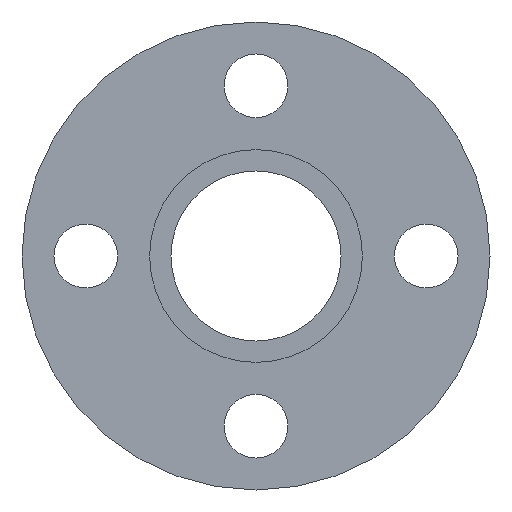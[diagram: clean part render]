
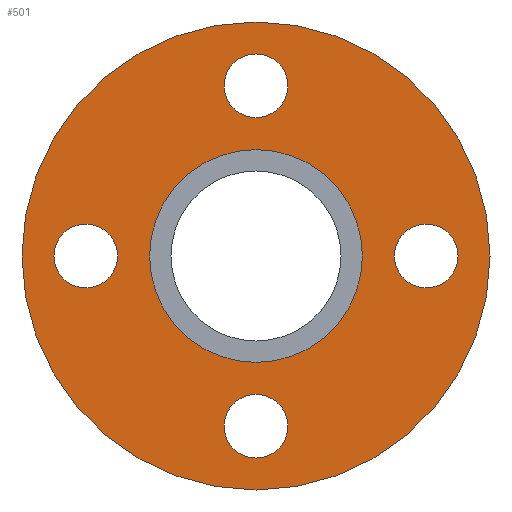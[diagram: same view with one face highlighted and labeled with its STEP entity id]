
A CAD part, front view. The second image highlights one B-rep face of the part: STEP entity #501.
In plain terms, the highlighted planar face has unit normal (0, -1, 0).
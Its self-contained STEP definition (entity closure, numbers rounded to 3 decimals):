
#2 = CARTESIAN_POINT ( 'NONE',  ( 0., 10.5, -8. ) ) ;
#12 = EDGE_CURVE ( 'NONE', #130, #236, #537, .T. ) ;
#15 = CARTESIAN_POINT ( 'NONE',  ( 0., 10.5, 0. ) ) ;
#16 = CARTESIAN_POINT ( 'NONE',  ( 8., 10.5, 0. ) ) ;
#17 = ORIENTED_EDGE ( 'NONE', *, *, #286, .F. ) ;
#30 = EDGE_LOOP ( 'NONE', ( #213, #17 ) ) ;
#39 = VERTEX_POINT ( 'NONE', #135 ) ;
#45 = CARTESIAN_POINT ( 'NONE',  ( 0., 10.5, -9.5 ) ) ;
#53 = CARTESIAN_POINT ( 'NONE',  ( 0., 10.5, -8. ) ) ;
#56 = CARTESIAN_POINT ( 'NONE',  ( 8., 10.5, 0. ) ) ;
#58 = AXIS2_PLACEMENT_3D ( 'NONE', #534, #529, #312 ) ;
#72 = ORIENTED_EDGE ( 'NONE', *, *, #386, .F. ) ;
#83 = CIRCLE ( 'NONE', #58, 1.5 ) ;
#86 = AXIS2_PLACEMENT_3D ( 'NONE', #316, #154, #531 ) ;
#98 = EDGE_LOOP ( 'NONE', ( #323, #229 ) ) ;
#113 = CARTESIAN_POINT ( 'NONE',  ( 0., 10.5, 11. ) ) ;
#120 = AXIS2_PLACEMENT_3D ( 'NONE', #581, #539, #488 ) ;
#130 = VERTEX_POINT ( 'NONE', #466 ) ;
#131 = CIRCLE ( 'NONE', #185, 5. ) ;
#135 = CARTESIAN_POINT ( 'NONE',  ( 8., 10.5, -1.5 ) ) ;
#139 = CARTESIAN_POINT ( 'NONE',  ( 0., 10.5, -6.5 ) ) ;
#154 = DIRECTION ( 'NONE',  ( 0., -1., 0. ) ) ;
#155 = DIRECTION ( 'NONE',  ( 0., 0., 1. ) ) ;
#160 = EDGE_LOOP ( 'NONE', ( #351, #402 ) ) ;
#161 = CARTESIAN_POINT ( 'NONE',  ( 0., 10.5, 8. ) ) ;
#163 = EDGE_CURVE ( 'NONE', #558, #617, #336, .T. ) ;
#166 = CIRCLE ( 'NONE', #120, 11. ) ;
#175 = EDGE_CURVE ( 'NONE', #270, #370, #296, .T. ) ;
#184 = DIRECTION ( 'NONE',  ( 0., 0., -1. ) ) ;
#185 = AXIS2_PLACEMENT_3D ( 'NONE', #15, #369, #631 ) ;
#189 = EDGE_LOOP ( 'NONE', ( #604, #215 ) ) ;
#199 = VERTEX_POINT ( 'NONE', #625 ) ;
#208 = EDGE_CURVE ( 'NONE', #510, #39, #396, .T. ) ;
#210 = CARTESIAN_POINT ( 'NONE',  ( 0., 10.5, 9.5 ) ) ;
#212 = DIRECTION ( 'NONE',  ( 0., -1., 0. ) ) ;
#213 = ORIENTED_EDGE ( 'NONE', *, *, #260, .F. ) ;
#215 = ORIENTED_EDGE ( 'NONE', *, *, #208, .F. ) ;
#229 = ORIENTED_EDGE ( 'NONE', *, *, #163, .T. ) ;
#236 = VERTEX_POINT ( 'NONE', #210 ) ;
#239 = DIRECTION ( 'NONE',  ( 0., -1., 0. ) ) ;
#241 = EDGE_CURVE ( 'NONE', #236, #130, #279, .T. ) ;
#255 = FACE_OUTER_BOUND ( 'NONE', #98, .T. ) ;
#259 = AXIS2_PLACEMENT_3D ( 'NONE', #387, #384, #331 ) ;
#260 = EDGE_CURVE ( 'NONE', #357, #268, #490, .T. ) ;
#262 = CARTESIAN_POINT ( 'NONE',  ( 0., 10.5, 0. ) ) ;
#268 = VERTEX_POINT ( 'NONE', #139 ) ;
#270 = VERTEX_POINT ( 'NONE', #362 ) ;
#271 = DIRECTION ( 'NONE',  ( 0., 0., -1. ) ) ;
#273 = AXIS2_PLACEMENT_3D ( 'NONE', #262, #428, #536 ) ;
#275 = CARTESIAN_POINT ( 'NONE',  ( 8., 10.5, 1.5 ) ) ;
#277 = CARTESIAN_POINT ( 'NONE',  ( 0., 10.5, -11. ) ) ;
#278 = FACE_BOUND ( 'NONE', #30, .T. ) ;
#279 = CIRCLE ( 'NONE', #572, 1.5 ) ;
#286 = EDGE_CURVE ( 'NONE', #268, #357, #607, .T. ) ;
#291 = CIRCLE ( 'NONE', #86, 5. ) ;
#296 = CIRCLE ( 'NONE', #448, 1.5 ) ;
#298 = EDGE_LOOP ( 'NONE', ( #556, #499 ) ) ;
#312 = DIRECTION ( 'NONE',  ( 0., 0., 1. ) ) ;
#314 = DIRECTION ( 'NONE',  ( 0., 0., 1. ) ) ;
#316 = CARTESIAN_POINT ( 'NONE',  ( 0., 10.5, 0. ) ) ;
#321 = AXIS2_PLACEMENT_3D ( 'NONE', #2, #355, #559 ) ;
#323 = ORIENTED_EDGE ( 'NONE', *, *, #495, .T. ) ;
#329 = EDGE_LOOP ( 'NONE', ( #72, #588 ) ) ;
#331 = DIRECTION ( 'NONE',  ( 0., 0., -1. ) ) ;
#334 = FACE_BOUND ( 'NONE', #189, .T. ) ;
#336 = CIRCLE ( 'NONE', #273, 11. ) ;
#351 = ORIENTED_EDGE ( 'NONE', *, *, #175, .F. ) ;
#352 = CARTESIAN_POINT ( 'NONE',  ( -8., 10.5, 1.5 ) ) ;
#354 = DIRECTION ( 'NONE',  ( 0., -1., 0. ) ) ;
#355 = DIRECTION ( 'NONE',  ( 0., -1., 0. ) ) ;
#357 = VERTEX_POINT ( 'NONE', #45 ) ;
#362 = CARTESIAN_POINT ( 'NONE',  ( -8., 10.5, -1.5 ) ) ;
#365 = FACE_BOUND ( 'NONE', #329, .T. ) ;
#368 = EDGE_CURVE ( 'NONE', #370, #270, #83, .T. ) ;
#369 = DIRECTION ( 'NONE',  ( 0., -1., 0. ) ) ;
#370 = VERTEX_POINT ( 'NONE', #352 ) ;
#373 = DIRECTION ( 'NONE',  ( 0., -1., 0. ) ) ;
#384 = DIRECTION ( 'NONE',  ( 0., -1., 0. ) ) ;
#386 = EDGE_CURVE ( 'NONE', #199, #535, #131, .T. ) ;
#387 = CARTESIAN_POINT ( 'NONE',  ( 11., 10.5, 0. ) ) ;
#396 = CIRCLE ( 'NONE', #408, 1.5 ) ;
#402 = ORIENTED_EDGE ( 'NONE', *, *, #368, .F. ) ;
#408 = AXIS2_PLACEMENT_3D ( 'NONE', #16, #532, #430 ) ;
#412 = EDGE_CURVE ( 'NONE', #39, #510, #445, .T. ) ;
#428 = DIRECTION ( 'NONE',  ( 0., -1., 0. ) ) ;
#430 = DIRECTION ( 'NONE',  ( 0., 0., 1. ) ) ;
#445 = CIRCLE ( 'NONE', #665, 1.5 ) ;
#448 = AXIS2_PLACEMENT_3D ( 'NONE', #580, #635, #155 ) ;
#449 = CARTESIAN_POINT ( 'NONE',  ( 0., 10.5, 8. ) ) ;
#458 = EDGE_CURVE ( 'NONE', #535, #199, #291, .T. ) ;
#466 = CARTESIAN_POINT ( 'NONE',  ( 0., 10.5, 6.5 ) ) ;
#484 = PLANE ( 'NONE',  #259 ) ;
#488 = DIRECTION ( 'NONE',  ( 0., 0., -1. ) ) ;
#490 = CIRCLE ( 'NONE', #321, 1.5 ) ;
#495 = EDGE_CURVE ( 'NONE', #617, #558, #166, .T. ) ;
#499 = ORIENTED_EDGE ( 'NONE', *, *, #241, .F. ) ;
#501 = ADVANCED_FACE ( 'NONE', ( #334, #278, #540, #606, #255, #365 ), #484, .T. ) ;
#506 = AXIS2_PLACEMENT_3D ( 'NONE', #449, #354, #184 ) ;
#510 = VERTEX_POINT ( 'NONE', #275 ) ;
#529 = DIRECTION ( 'NONE',  ( 0., -1., 0. ) ) ;
#531 = DIRECTION ( 'NONE',  ( 0., 0., -1. ) ) ;
#532 = DIRECTION ( 'NONE',  ( 0., -1., 0. ) ) ;
#533 = AXIS2_PLACEMENT_3D ( 'NONE', #53, #239, #563 ) ;
#534 = CARTESIAN_POINT ( 'NONE',  ( -8., 10.5, 0. ) ) ;
#535 = VERTEX_POINT ( 'NONE', #644 ) ;
#536 = DIRECTION ( 'NONE',  ( 0., 0., -1. ) ) ;
#537 = CIRCLE ( 'NONE', #506, 1.5 ) ;
#539 = DIRECTION ( 'NONE',  ( 0., -1., 0. ) ) ;
#540 = FACE_BOUND ( 'NONE', #160, .T. ) ;
#556 = ORIENTED_EDGE ( 'NONE', *, *, #12, .F. ) ;
#558 = VERTEX_POINT ( 'NONE', #113 ) ;
#559 = DIRECTION ( 'NONE',  ( 0., 0., -1. ) ) ;
#563 = DIRECTION ( 'NONE',  ( 0., 0., -1. ) ) ;
#572 = AXIS2_PLACEMENT_3D ( 'NONE', #161, #212, #271 ) ;
#580 = CARTESIAN_POINT ( 'NONE',  ( -8., 10.5, 0. ) ) ;
#581 = CARTESIAN_POINT ( 'NONE',  ( 0., 10.5, 0. ) ) ;
#588 = ORIENTED_EDGE ( 'NONE', *, *, #458, .F. ) ;
#604 = ORIENTED_EDGE ( 'NONE', *, *, #412, .F. ) ;
#606 = FACE_BOUND ( 'NONE', #298, .T. ) ;
#607 = CIRCLE ( 'NONE', #533, 1.5 ) ;
#617 = VERTEX_POINT ( 'NONE', #277 ) ;
#625 = CARTESIAN_POINT ( 'NONE',  ( 0., 10.5, -5. ) ) ;
#631 = DIRECTION ( 'NONE',  ( 0., 0., -1. ) ) ;
#635 = DIRECTION ( 'NONE',  ( 0., -1., 0. ) ) ;
#644 = CARTESIAN_POINT ( 'NONE',  ( 0., 10.5, 5. ) ) ;
#665 = AXIS2_PLACEMENT_3D ( 'NONE', #56, #373, #314 ) ;
